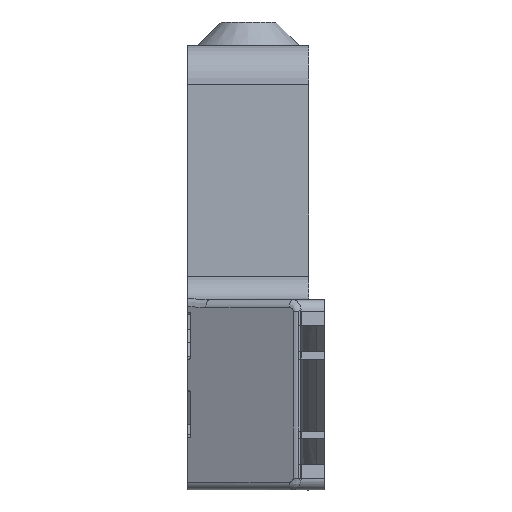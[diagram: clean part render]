
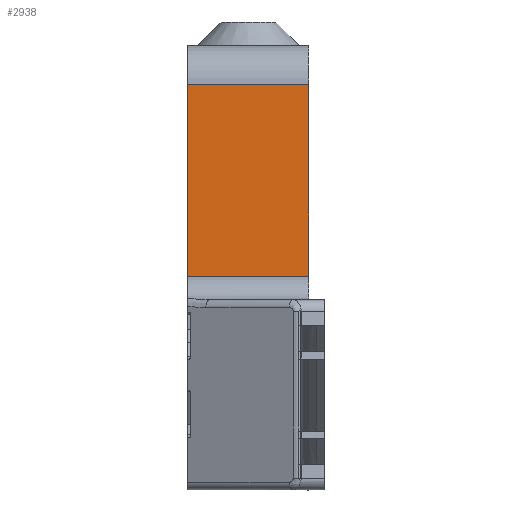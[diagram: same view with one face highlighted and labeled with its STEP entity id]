
A CAD part, left-side view. The second image highlights one B-rep face of the part: STEP entity #2938.
In plain terms, the highlighted planar face has unit normal (-1, 0, 0).
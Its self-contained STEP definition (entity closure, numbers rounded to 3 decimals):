
#147=PLANE('',#3230);
#291=FACE_OUTER_BOUND('',#452,.T.);
#452=EDGE_LOOP('',(#2674,#2675,#2676,#2677));
#568=LINE('',#4412,#853);
#602=LINE('',#4818,#887);
#623=LINE('',#4891,#908);
#743=LINE('',#5310,#1028);
#853=VECTOR('',#3498,10.);
#887=VECTOR('',#3604,10.);
#908=VECTOR('',#3663,10.);
#1028=VECTOR('',#4051,10.);
#1275=VERTEX_POINT('',#4409);
#1276=VERTEX_POINT('',#4411);
#1329=VERTEX_POINT('',#4815);
#1330=VERTEX_POINT('',#4817);
#1587=EDGE_CURVE('',#1275,#1276,#568,.T.);
#1657=EDGE_CURVE('',#1330,#1329,#602,.T.);
#1696=EDGE_CURVE('',#1276,#1329,#623,.T.);
#1865=EDGE_CURVE('',#1330,#1275,#743,.T.);
#2674=ORIENTED_EDGE('',*,*,#1657,.T.);
#2675=ORIENTED_EDGE('',*,*,#1696,.F.);
#2676=ORIENTED_EDGE('',*,*,#1587,.F.);
#2677=ORIENTED_EDGE('',*,*,#1865,.F.);
#2938=ADVANCED_FACE('',(#291),#147,.T.);
#3230=AXIS2_PLACEMENT_3D('',#5311,#4052,#4053);
#3498=DIRECTION('',(0.,0.,-1.));
#3604=DIRECTION('',(0.,0.,-1.));
#3663=DIRECTION('',(0.,1.,0.));
#4051=DIRECTION('',(0.,-1.,0.));
#4052=DIRECTION('center_axis',(-1.,0.,0.));
#4053=DIRECTION('ref_axis',(0.,0.,-1.));
#4409=CARTESIAN_POINT('',(41.675,-13.517,-22.866));
#4411=CARTESIAN_POINT('',(41.675,-13.517,-47.345));
#4412=CARTESIAN_POINT('',(41.675,-13.517,-22.866));
#4815=CARTESIAN_POINT('',(41.675,1.983,-47.345));
#4817=CARTESIAN_POINT('',(41.675,1.983,-22.866));
#4818=CARTESIAN_POINT('',(41.675,1.983,-32.469));
#4891=CARTESIAN_POINT('',(41.675,3.483,-47.345));
#5310=CARTESIAN_POINT('',(41.675,3.483,-22.866));
#5311=CARTESIAN_POINT('Origin',(41.675,3.483,-17.866));
